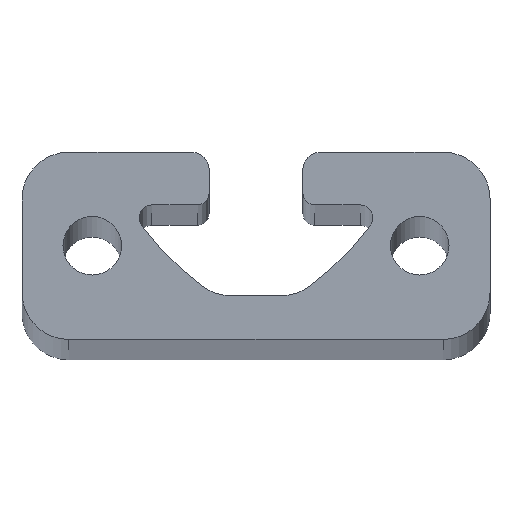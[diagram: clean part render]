
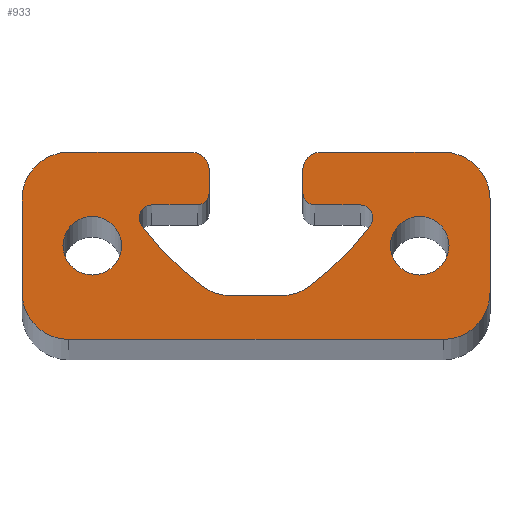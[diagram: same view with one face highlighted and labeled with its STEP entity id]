
A CAD part, top view. The second image highlights one B-rep face of the part: STEP entity #933.
In plain terms, the highlighted planar face has unit normal (0, 0, 1).
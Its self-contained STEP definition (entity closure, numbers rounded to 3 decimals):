
#73=CARTESIAN_POINT('',(-12.62,12.85,1000.0));
#74=VERTEX_POINT('',#73);
#75=CARTESIAN_POINT('',(-15.12,12.85,1000.0));
#76=DIRECTION('',(0.0,0.0,-1.0));
#77=DIRECTION('',(-1.0,0.0,0.0));
#78=AXIS2_PLACEMENT_3D('',#75,#76,#77);
#79=CIRCLE('',#78,2.5);
#80=EDGE_CURVE('',#74,#74,#79,.T.);
#101=CARTESIAN_POINT('',(15.38,12.85,1000.0));
#102=VERTEX_POINT('',#101);
#103=CARTESIAN_POINT('',(12.88,12.85,1000.0));
#104=DIRECTION('',(0.0,0.0,-1.0));
#105=DIRECTION('',(-1.0,0.0,0.0));
#106=AXIS2_PLACEMENT_3D('',#103,#104,#105);
#107=CIRCLE('',#106,2.5);
#108=EDGE_CURVE('',#102,#102,#107,.T.);
#140=CARTESIAN_POINT('',(8.669,14.623,1000.0));
#141=VERTEX_POINT('',#140);
#148=CARTESIAN_POINT('',(7.796,16.35,1000.0));
#149=VERTEX_POINT('',#148);
#150=CARTESIAN_POINT('',(7.796,15.266,1000.0));
#151=DIRECTION('',(0.0,0.0,-1.0));
#152=DIRECTION('',(0.805,-0.593,0.0));
#153=AXIS2_PLACEMENT_3D('',#150,#151,#152);
#154=CIRCLE('',#153,1.084);
#155=EDGE_CURVE('',#149,#141,#154,.T.);
#180=CARTESIAN_POINT('',(3.88,16.35,1000.0));
#181=VERTEX_POINT('',#180);
#182=CARTESIAN_POINT('',(3.88,16.35,1000.0));
#183=DIRECTION('',(1.0,0.0,0.0));
#184=VECTOR('',#183,3.916);
#185=LINE('',#182,#184);
#186=EDGE_CURVE('',#181,#149,#185,.T.);
#212=CARTESIAN_POINT('',(2.88,17.35,1000.0));
#213=VERTEX_POINT('',#212);
#214=CARTESIAN_POINT('',(3.88,17.35,1000.0));
#215=DIRECTION('',(0.0,0.0,1.0));
#216=DIRECTION('',(1.0,0.0,0.0));
#217=AXIS2_PLACEMENT_3D('',#214,#215,#216);
#218=CIRCLE('',#217,1.0);
#219=EDGE_CURVE('',#213,#181,#218,.T.);
#244=CARTESIAN_POINT('',(2.88,19.35,1000.0));
#245=VERTEX_POINT('',#244);
#246=CARTESIAN_POINT('',(2.88,19.35,1000.0));
#247=DIRECTION('',(0.0,-1.0,0.0));
#248=VECTOR('',#247,2.);
#249=LINE('',#246,#248);
#250=EDGE_CURVE('',#245,#213,#249,.T.);
#276=CARTESIAN_POINT('',(4.38,20.85,1000.0));
#277=VERTEX_POINT('',#276);
#278=CARTESIAN_POINT('',(4.38,19.35,1000.0));
#279=DIRECTION('',(0.0,0.0,1.0));
#280=DIRECTION('',(0.0,-1.0,0.0));
#281=AXIS2_PLACEMENT_3D('',#278,#279,#280);
#282=CIRCLE('',#281,1.5);
#283=EDGE_CURVE('',#277,#245,#282,.T.);
#308=CARTESIAN_POINT('',(14.88,20.85,1000.0));
#309=VERTEX_POINT('',#308);
#310=CARTESIAN_POINT('',(14.88,20.85,1000.0));
#311=DIRECTION('',(-1.0,0.0,0.0));
#312=VECTOR('',#311,10.5);
#313=LINE('',#310,#312);
#314=EDGE_CURVE('',#309,#277,#313,.T.);
#340=CARTESIAN_POINT('',(18.88,16.85,1000.0));
#341=VERTEX_POINT('',#340);
#342=CARTESIAN_POINT('',(14.88,16.85,1000.0));
#343=DIRECTION('',(0.0,0.0,1.0));
#344=DIRECTION('',(-1.0,0.0,0.0));
#345=AXIS2_PLACEMENT_3D('',#342,#343,#344);
#346=CIRCLE('',#345,4.);
#347=EDGE_CURVE('',#341,#309,#346,.T.);
#372=CARTESIAN_POINT('',(18.88,8.85,1000.0));
#373=VERTEX_POINT('',#372);
#374=CARTESIAN_POINT('',(18.88,8.85,1000.0));
#375=DIRECTION('',(0.0,1.0,0.0));
#376=VECTOR('',#375,8.);
#377=LINE('',#374,#376);
#378=EDGE_CURVE('',#373,#341,#377,.T.);
#404=CARTESIAN_POINT('',(14.88,4.85,1000.0));
#405=VERTEX_POINT('',#404);
#406=CARTESIAN_POINT('',(14.88,8.85,1000.0));
#407=DIRECTION('',(0.0,0.0,1.0));
#408=DIRECTION('',(0.,1.0,0.0));
#409=AXIS2_PLACEMENT_3D('',#406,#407,#408);
#410=CIRCLE('',#409,4.);
#411=EDGE_CURVE('',#405,#373,#410,.T.);
#436=CARTESIAN_POINT('',(-17.12,4.85,1000.0));
#437=VERTEX_POINT('',#436);
#438=CARTESIAN_POINT('',(-17.12,4.85,1000.0));
#439=DIRECTION('',(1.0,0.0,0.0));
#440=VECTOR('',#439,32.);
#441=LINE('',#438,#440);
#442=EDGE_CURVE('',#437,#405,#441,.T.);
#468=CARTESIAN_POINT('',(-21.12,8.85,1000.0));
#469=VERTEX_POINT('',#468);
#470=CARTESIAN_POINT('',(-17.12,8.85,1000.0));
#471=DIRECTION('',(0.0,0.0,1.0));
#472=DIRECTION('',(1.0,0.0,0.0));
#473=AXIS2_PLACEMENT_3D('',#470,#471,#472);
#474=CIRCLE('',#473,4.);
#475=EDGE_CURVE('',#469,#437,#474,.T.);
#500=CARTESIAN_POINT('',(-21.12,16.85,1000.0));
#501=VERTEX_POINT('',#500);
#502=CARTESIAN_POINT('',(-21.12,16.85,1000.0));
#503=DIRECTION('',(0.0,-1.0,0.0));
#504=VECTOR('',#503,8.);
#505=LINE('',#502,#504);
#506=EDGE_CURVE('',#501,#469,#505,.T.);
#532=CARTESIAN_POINT('',(-17.12,20.85,1000.0));
#533=VERTEX_POINT('',#532);
#534=CARTESIAN_POINT('',(-17.12,16.85,1000.0));
#535=DIRECTION('',(0.0,0.0,1.0));
#536=DIRECTION('',(0.0,-1.0,0.0));
#537=AXIS2_PLACEMENT_3D('',#534,#535,#536);
#538=CIRCLE('',#537,4.);
#539=EDGE_CURVE('',#533,#501,#538,.T.);
#564=CARTESIAN_POINT('',(-6.62,20.85,1000.0));
#565=VERTEX_POINT('',#564);
#566=CARTESIAN_POINT('',(-6.62,20.85,1000.0));
#567=DIRECTION('',(-1.0,0.0,0.0));
#568=VECTOR('',#567,10.5);
#569=LINE('',#566,#568);
#570=EDGE_CURVE('',#565,#533,#569,.T.);
#596=CARTESIAN_POINT('',(-5.12,19.35,1000.0));
#597=VERTEX_POINT('',#596);
#598=CARTESIAN_POINT('',(-6.62,19.35,1000.0));
#599=DIRECTION('',(0.0,0.0,1.0));
#600=DIRECTION('',(-1.0,0.0,0.0));
#601=AXIS2_PLACEMENT_3D('',#598,#599,#600);
#602=CIRCLE('',#601,1.5);
#603=EDGE_CURVE('',#597,#565,#602,.T.);
#628=CARTESIAN_POINT('',(-5.12,17.35,1000.0));
#629=VERTEX_POINT('',#628);
#630=CARTESIAN_POINT('',(-5.12,17.35,1000.0));
#631=DIRECTION('',(0.0,1.0,0.0));
#632=VECTOR('',#631,2.);
#633=LINE('',#630,#632);
#634=EDGE_CURVE('',#629,#597,#633,.T.);
#660=CARTESIAN_POINT('',(-6.12,16.35,1000.0));
#661=VERTEX_POINT('',#660);
#662=CARTESIAN_POINT('',(-6.12,17.35,1000.0));
#663=DIRECTION('',(0.0,0.0,1.0));
#664=DIRECTION('',(0.0,1.0,0.0));
#665=AXIS2_PLACEMENT_3D('',#662,#663,#664);
#666=CIRCLE('',#665,1.0);
#667=EDGE_CURVE('',#661,#629,#666,.T.);
#692=CARTESIAN_POINT('',(-10.036,16.35,1000.0));
#693=VERTEX_POINT('',#692);
#694=CARTESIAN_POINT('',(-10.036,16.35,1000.0));
#695=DIRECTION('',(1.0,0.0,0.0));
#696=VECTOR('',#695,3.916);
#697=LINE('',#694,#696);
#698=EDGE_CURVE('',#693,#661,#697,.T.);
#724=CARTESIAN_POINT('',(-10.909,14.623,1000.0));
#725=VERTEX_POINT('',#724);
#726=CARTESIAN_POINT('',(-10.036,15.266,1000.0));
#727=DIRECTION('',(0.0,0.0,-1.0));
#728=DIRECTION('',(0.,1.0,0.0));
#729=AXIS2_PLACEMENT_3D('',#726,#727,#728);
#730=CIRCLE('',#729,1.084);
#731=EDGE_CURVE('',#725,#693,#730,.T.);
#757=CARTESIAN_POINT('',(-5.701,9.39,1000.0));
#758=VERTEX_POINT('',#757);
#759=CARTESIAN_POINT('',(9.22,29.45,1000.0));
#760=DIRECTION('',(0.0,0.0,-1.0));
#761=DIRECTION('',(-0.805,-0.593,0.0));
#762=AXIS2_PLACEMENT_3D('',#759,#760,#761);
#763=CIRCLE('',#762,25.);
#764=EDGE_CURVE('',#758,#725,#763,.T.);
#790=CARTESIAN_POINT('',(-3.313,8.6,1000.0));
#791=VERTEX_POINT('',#790);
#792=CARTESIAN_POINT('',(-3.313,12.6,1000.0));
#793=DIRECTION('',(0.0,0.0,-1.0));
#794=DIRECTION('',(-0.597,-0.802,0.0));
#795=AXIS2_PLACEMENT_3D('',#792,#793,#794);
#796=CIRCLE('',#795,4.);
#797=EDGE_CURVE('',#791,#758,#796,.T.);
#822=CARTESIAN_POINT('',(1.073,8.6,1000.0));
#823=VERTEX_POINT('',#822);
#824=CARTESIAN_POINT('',(1.073,8.6,1000.0));
#825=DIRECTION('',(-1.0,0.,0.0));
#826=VECTOR('',#825,4.386);
#827=LINE('',#824,#826);
#828=EDGE_CURVE('',#823,#791,#827,.T.);
#854=CARTESIAN_POINT('',(3.46,9.39,1000.0));
#855=VERTEX_POINT('',#854);
#856=CARTESIAN_POINT('',(1.073,12.6,1000.0));
#857=DIRECTION('',(0.0,0.0,-1.0));
#858=DIRECTION('',(0.0,-1.0,0.0));
#859=AXIS2_PLACEMENT_3D('',#856,#857,#858);
#860=CIRCLE('',#859,4.);
#861=EDGE_CURVE('',#855,#823,#860,.T.);
#885=CARTESIAN_POINT('',(-11.46,29.45,1000.0));
#886=DIRECTION('',(0.0,0.0,-1.0));
#887=DIRECTION('',(0.597,-0.802,0.0));
#888=AXIS2_PLACEMENT_3D('',#885,#886,#887);
#889=CIRCLE('',#888,25.);
#890=EDGE_CURVE('',#141,#855,#889,.T.);
#896=CARTESIAN_POINT('',(-1.12,12.556,1000.0));
#897=DIRECTION('',(0.0,0.0,1.0));
#898=DIRECTION('',(1.0,0.0,0.0));
#899=AXIS2_PLACEMENT_3D('',#896,#897,#898);
#900=PLANE('',#899);
#901=ORIENTED_EDGE('',*,*,#890,.T.);
#902=ORIENTED_EDGE('',*,*,#861,.T.);
#903=ORIENTED_EDGE('',*,*,#828,.T.);
#904=ORIENTED_EDGE('',*,*,#797,.T.);
#905=ORIENTED_EDGE('',*,*,#764,.T.);
#906=ORIENTED_EDGE('',*,*,#731,.T.);
#907=ORIENTED_EDGE('',*,*,#698,.T.);
#908=ORIENTED_EDGE('',*,*,#667,.T.);
#909=ORIENTED_EDGE('',*,*,#634,.T.);
#910=ORIENTED_EDGE('',*,*,#603,.T.);
#911=ORIENTED_EDGE('',*,*,#570,.T.);
#912=ORIENTED_EDGE('',*,*,#539,.T.);
#913=ORIENTED_EDGE('',*,*,#506,.T.);
#914=ORIENTED_EDGE('',*,*,#475,.T.);
#915=ORIENTED_EDGE('',*,*,#442,.T.);
#916=ORIENTED_EDGE('',*,*,#411,.T.);
#917=ORIENTED_EDGE('',*,*,#378,.T.);
#918=ORIENTED_EDGE('',*,*,#347,.T.);
#919=ORIENTED_EDGE('',*,*,#314,.T.);
#920=ORIENTED_EDGE('',*,*,#283,.T.);
#921=ORIENTED_EDGE('',*,*,#250,.T.);
#922=ORIENTED_EDGE('',*,*,#219,.T.);
#923=ORIENTED_EDGE('',*,*,#186,.T.);
#924=ORIENTED_EDGE('',*,*,#155,.T.);
#925=EDGE_LOOP('',(#901,#902,#903,#904,#905,#906,#907,#908,#909,#910,#911,#912,#913,#914,#915,#916,#917,#918,#919,#920,#921,#922,#923,#924));
#926=FACE_OUTER_BOUND('',#925,.T.);
#927=ORIENTED_EDGE('',*,*,#80,.T.);
#928=EDGE_LOOP('',(#927));
#929=FACE_BOUND('',#928,.T.);
#930=ORIENTED_EDGE('',*,*,#108,.T.);
#931=EDGE_LOOP('',(#930));
#932=FACE_BOUND('',#931,.T.);
#933=ADVANCED_FACE('',(#926,#929,#932),#900,.T.);
